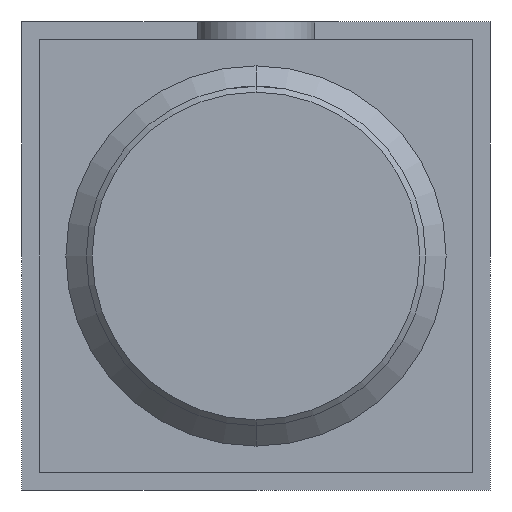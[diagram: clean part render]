
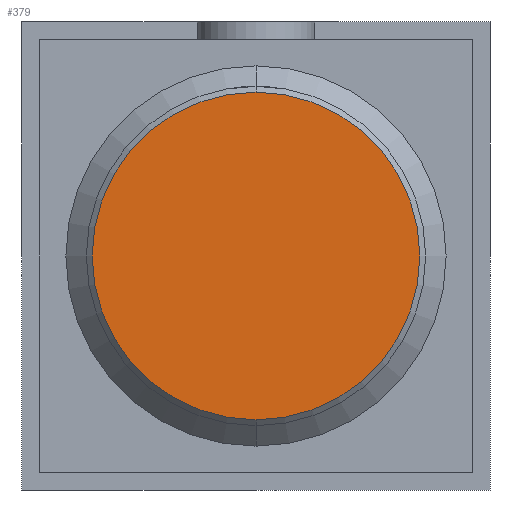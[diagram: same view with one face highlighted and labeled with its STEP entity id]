
A CAD part, front view. The second image highlights one B-rep face of the part: STEP entity #379.
In plain terms, the highlighted planar face has unit normal (0, -1, 0).
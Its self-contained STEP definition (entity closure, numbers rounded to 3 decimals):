
#201 = CARTESIAN_POINT ( 'NONE',  ( 0., -41.8, 0. ) ) ;
#379 = ADVANCED_FACE ( 'Defeature ausgef�hrt2_76', ( #3976 ), #2568, .F. ) ;
#625 = AXIS2_PLACEMENT_3D ( 'NONE', #4249, #5719, #4730 ) ;
#856 = VERTEX_POINT ( 'NONE', #3635 ) ;
#1118 = CIRCLE ( 'NONE', #1155, 2.8 ) ;
#1155 = AXIS2_PLACEMENT_3D ( 'NONE', #201, #3820, #6642 ) ;
#1528 = DIRECTION ( 'NONE',  ( 0., 1., 0. ) ) ;
#1660 = EDGE_CURVE ( 'Defeature ausgef�hrt2_76+Defeature ausgef�hrt2_72+Defeature ausgef�hrt2_72+Defeature ausgef�hrt2_72', #2782, #856, #5068, .T. ) ;
#1876 = EDGE_CURVE ( 'Defeature ausgef�hrt2_76+Defeature ausgef�hrt2_72+Defeature ausgef�hrt2_72+Defeature ausgef�hrt2_72', #856, #2782, #1118, .T. ) ;
#2568 = PLANE ( 'NONE',  #4428 ) ;
#2782 = VERTEX_POINT ( 'NONE', #5256 ) ;
#3635 = CARTESIAN_POINT ( 'NONE',  ( 0., -41.8, 2.8 ) ) ;
#3820 = DIRECTION ( 'NONE',  ( 0., -1., 0. ) ) ;
#3976 = FACE_OUTER_BOUND ( 'NONE', #4271, .T. ) ;
#4140 = ORIENTED_EDGE ( 'NONE', *, *, #1660, .T. ) ;
#4154 = CARTESIAN_POINT ( 'NONE',  ( 0., -41.8, 0. ) ) ;
#4249 = CARTESIAN_POINT ( 'NONE',  ( 0., -41.8, 0. ) ) ;
#4271 = EDGE_LOOP ( 'NONE', ( #6295, #4140 ) ) ;
#4428 = AXIS2_PLACEMENT_3D ( 'NONE', #4154, #1528, #6672 ) ;
#4730 = DIRECTION ( 'NONE',  ( 0., 0., 1. ) ) ;
#5068 = CIRCLE ( 'NONE', #625, 2.8 ) ;
#5256 = CARTESIAN_POINT ( 'NONE',  ( 0., -41.8, -2.8 ) ) ;
#5719 = DIRECTION ( 'NONE',  ( 0., -1., 0. ) ) ;
#6295 = ORIENTED_EDGE ( 'NONE', *, *, #1876, .T. ) ;
#6642 = DIRECTION ( 'NONE',  ( 0., 0., 1. ) ) ;
#6672 = DIRECTION ( 'NONE',  ( 0., 0., 1. ) ) ;
